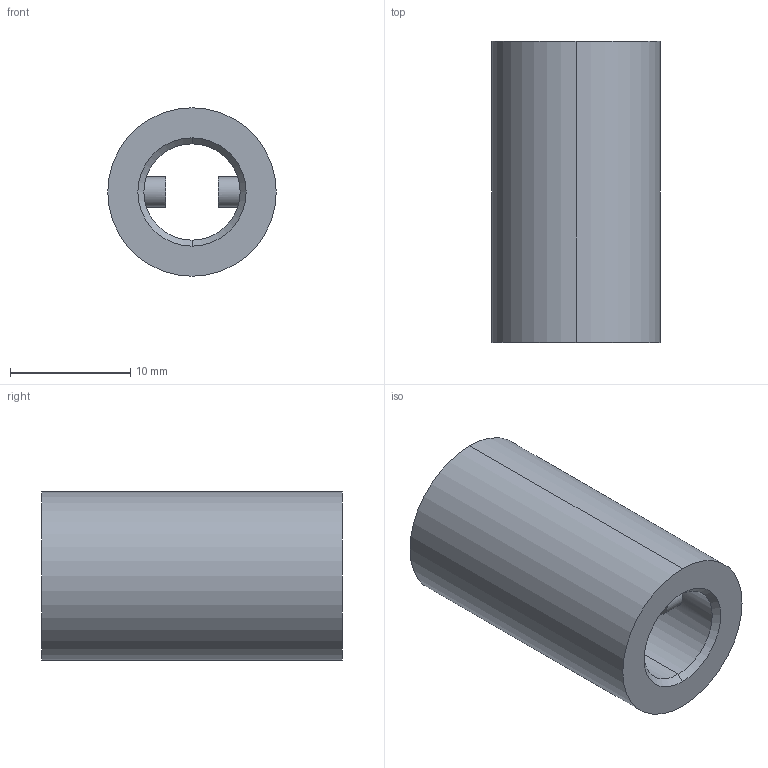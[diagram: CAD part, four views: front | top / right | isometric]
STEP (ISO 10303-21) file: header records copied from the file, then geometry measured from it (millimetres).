
FILE_DESCRIPTION (( 'STEP AP214' ), '1' );
FILE_NAME ('B474 Æåñòêàÿ ìóôòà Ô8-Ô8.STEP', '2025-07-01T09:02:01', ( '' ), ( '' ), 'SwSTEP 2.0', 'SolidWorks 2025', '' );
FILE_SCHEMA (( 'AUTOMOTIVE_DESIGN' ));
Length unit declared in the file: millimetre
Products named in the file (1): B474 Жесткая муфта Ф8-Ф8
Bounding box: 14 x 25 x 14 mm (x, y, z)
Volume: 2619.6 mm3; surface area: 1974.3 mm2
Topology: 1 solids, 1 shells, 22 faces, 44 edges, 28 vertices
Faces by surface type: cylinder 12, plane 6, cone 4
Entity records: 857 total; most frequent: CARTESIAN_POINT 255, DIRECTION 102, ORIENTED_EDGE 88, EDGE_CURVE 44, AXIS2_PLACEMENT_3D 43, VERTEX_POINT 28, EDGE_LOOP 28, ADVANCED_FACE 22
